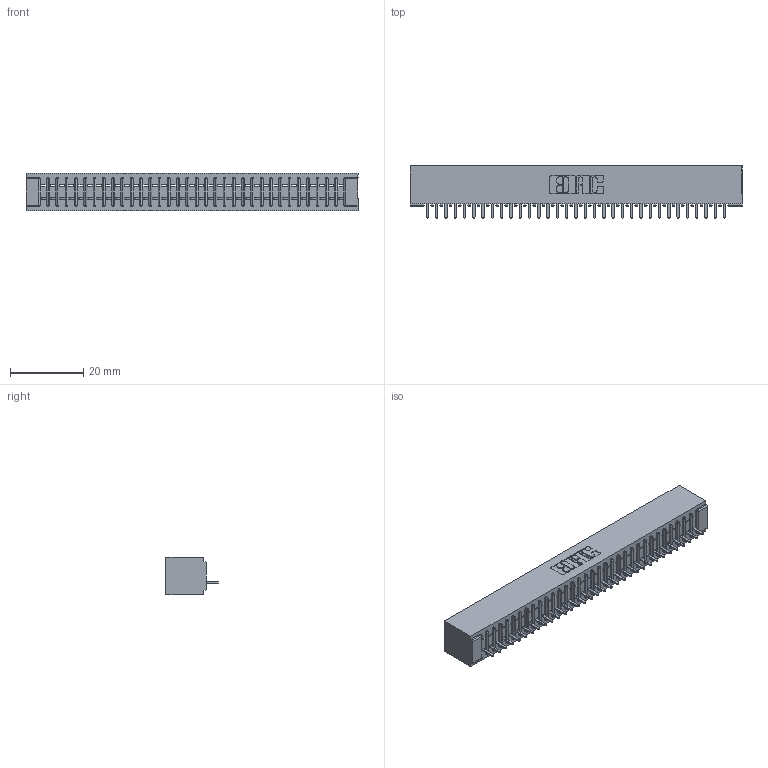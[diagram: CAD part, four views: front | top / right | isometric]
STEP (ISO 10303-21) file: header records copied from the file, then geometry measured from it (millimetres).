
FILE_DESCRIPTION (( 'STEP AP203' ), '1' );
FILE_NAME ('341-033-520-101.STEP', '2018-08-06T21:14:35', ( '' ), ( '' ), 'SwSTEP 2.0', 'SolidWorks 2016', '' );
FILE_SCHEMA (( 'CONFIG_CONTROL_DESIGN' ));
Length unit declared in the file: inch
Products named in the file (3): 341-033-520-101; 341 Part_No Mounting Lugs; 341-292-001_341-292-120
Assembly tree (34 placements, depth 2):
  341-033-520-101
    341 Part_No Mounting Lugs
    341-292-001_341-292-120  x33
Bounding box: 90.81 x 14.27 x 10.16 mm (x, y, z)
Volume: 6698.5 mm3; surface area: 10594.6 mm2
Topology: 34 solids, 34 shells, 2814 faces, 8113 edges, 5206 vertices
Faces by surface type: plane 1747, cylinder 935, sphere 68, torus 64
Entity records: 39802 total; most frequent: CARTESIAN_POINT 6758, ORIENTED_EDGE 6746, DIRECTION 6529, EDGE_CURVE 3373, VECTOR 2719, LINE 2719, VERTEX_POINT 2134, AXIS2_PLACEMENT_3D 1905
